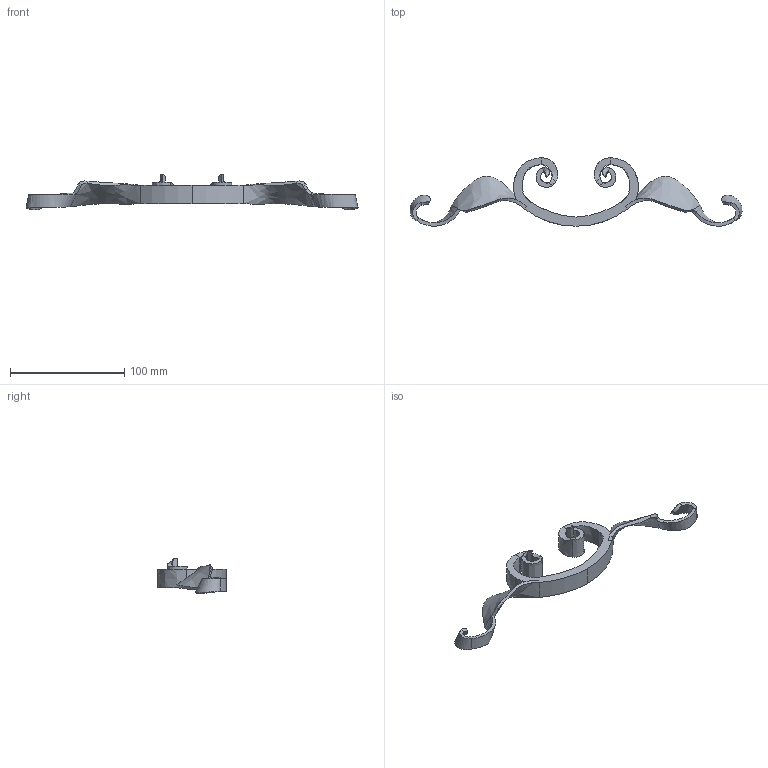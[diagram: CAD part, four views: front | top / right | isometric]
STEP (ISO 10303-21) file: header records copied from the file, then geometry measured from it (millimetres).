
FILE_DESCRIPTION (( 'STEP AP203' ), '1' );
FILE_NAME ('5009.STEP', '2024-04-25T09:37:37', ( '' ), ( '' ), 'SwSTEP 2.0', 'SolidWorks 2018', '' );
FILE_SCHEMA (( 'CONFIG_CONTROL_DESIGN' ));
Length unit declared in the file: millimetre
Products named in the file (1): 5009
Bounding box: 290.85 x 59.99 x 31.17 mm (x, y, z)
Volume: 47778.4 mm3; surface area: 26484.4 mm2
Topology: 5 solids, 5 shells, 245 faces, 643 edges, 426 vertices
Faces by surface type: bspline 150, plane 95
Entity records: 16651 total; most frequent: CARTESIAN_POINT 11617, ORIENTED_EDGE 1286, EDGE_CURVE 643, DIRECTION 523, VERTEX_POINT 426, VECTOR 331, LINE 331, B_SPLINE_CURVE_WITH_KNOTS 312
